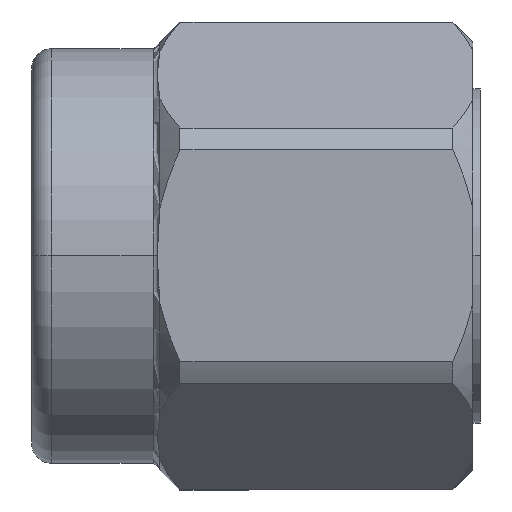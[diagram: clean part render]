
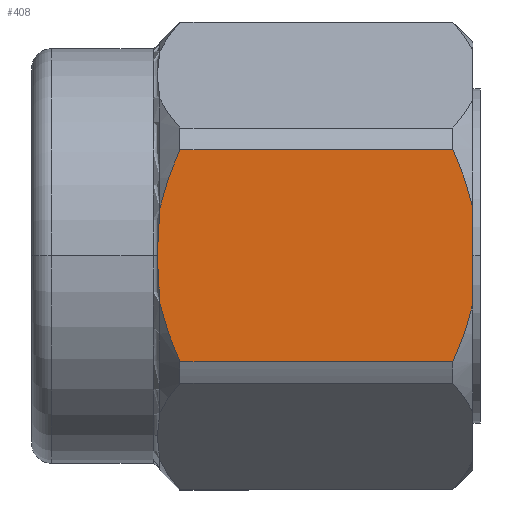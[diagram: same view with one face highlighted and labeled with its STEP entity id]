
A CAD part, top view. The second image highlights one B-rep face of the part: STEP entity #408.
In plain terms, the highlighted planar face has unit normal (0, 0, 1).
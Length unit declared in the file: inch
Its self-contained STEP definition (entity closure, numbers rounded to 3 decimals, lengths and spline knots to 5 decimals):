
#21 = VERTEX_POINT ( 'NONE', #1129 ) ;
#58 = CARTESIAN_POINT ( 'NONE',  ( -0.05687, -0.0793, 0.156 ) ) ;
#115 = CARTESIAN_POINT ( 'NONE',  ( -0.07386, 0., 0.156 ) ) ;
#137 = CARTESIAN_POINT ( 'NONE',  ( -0.07336, -0.01185, 0.156 ) ) ;
#163 = DIRECTION ( 'NONE',  ( 1., 0., 0. ) ) ;
#225 = CARTESIAN_POINT ( 'NONE',  ( -0.07311, 0.01481, 0.156 ) ) ;
#255 = EDGE_LOOP ( 'NONE', ( #3795, #3814, #560, #2422, #3615, #2911, #1740, #1620, #3721 ) ) ;
#256 = CARTESIAN_POINT ( 'NONE',  ( 0.15359, 0.06535, 0.156 ) ) ;
#262 = VERTEX_POINT ( 'NONE', #2377 ) ;
#318 = CARTESIAN_POINT ( 'NONE',  ( -0.07187, -0.03554, 0.156 ) ) ;
#376 = CARTESIAN_POINT ( 'NONE',  ( -0.0633, 0.06509, 0.156 ) ) ;
#387 = CARTESIAN_POINT ( 'NONE',  ( -0.07187, -0.03554, 0.156 ) ) ;
#408 = ADVANCED_FACE ( 'NONE', ( #4050 ), #454, .T. ) ;
#426 = DIRECTION ( 'NONE',  ( -1., 0., 0. ) ) ;
#430 = CARTESIAN_POINT ( 'NONE',  ( -0.07386, -0.00594, 0.156 ) ) ;
#445 = CARTESIAN_POINT ( 'NONE',  ( -0.16787, 0.0793, 0.156 ) ) ;
#454 = PLANE ( 'NONE',  #1077 ) ;
#481 = B_SPLINE_CURVE_WITH_KNOTS ( 'NONE', 3,
 ( #946, #3176, #4180, #2203 ),
 .UNSPECIFIED., .F., .F.,
 ( 4, 4 ),
 ( 0., 0.00116 ),
 .UNSPECIFIED. ) ;
#511 = CARTESIAN_POINT ( 'NONE',  ( -0.07386, 0., 0.156 ) ) ;
#560 = ORIENTED_EDGE ( 'NONE', *, *, #891, .T. ) ;
#753 = EDGE_CURVE ( 'NONE', #2110, #1196, #1832, .T. ) ;
#793 = CARTESIAN_POINT ( 'NONE',  ( -0.07187, -0.0296, 0.156 ) ) ;
#797 = CARTESIAN_POINT ( 'NONE',  ( 0.14727, 0.0793, 0.156 ) ) ;
#836 = CARTESIAN_POINT ( 'NONE',  ( -0.07372, 0.00593, 0.156 ) ) ;
#846 = B_SPLINE_CURVE_WITH_KNOTS ( 'NONE', 3,
 ( #3770, #3138, #2766, #225, #2453, #3746, #836, #2133, #3431, #511 ),
 .UNSPECIFIED., .F., .F.,
 ( 4, 2, 2, 2, 4 ),
 ( 0.0047, 0.00513, 0.00535, 0.00546, 0.00557 ),
 .UNSPECIFIED. ) ;
#891 = EDGE_CURVE ( 'NONE', #262, #2746, #2233, .T. ) ;
#946 = CARTESIAN_POINT ( 'NONE',  ( 0.14727, -0.0793, 0.156 ) ) ;
#1077 = AXIS2_PLACEMENT_3D ( 'NONE', #2804, #1198, #1857 ) ;
#1095 = CARTESIAN_POINT ( 'NONE',  ( -0.06855, -0.05046, 0.156 ) ) ;
#1129 = CARTESIAN_POINT ( 'NONE',  ( -0.05687, 0.0793, 0.156 ) ) ;
#1162 = B_SPLINE_CURVE_WITH_KNOTS ( 'NONE', 3,
 ( #115, #430, #137, #2990, #793, #1378 ),
 .UNSPECIFIED., .F., .F.,
 ( 4, 2, 4 ),
 ( 0., 0.00045, 0.0009 ),
 .UNSPECIFIED. ) ;
#1196 = VERTEX_POINT ( 'NONE', #2981 ) ;
#1198 = DIRECTION ( 'NONE',  ( 0., 0., 1. ) ) ;
#1211 = B_SPLINE_CURVE_WITH_KNOTS ( 'NONE', 3,
 ( #1344, #376, #1662, #2940 ),
 .UNSPECIFIED., .F., .F.,
 ( 4, 4 ),
 ( 0., 0.00117 ),
 .UNSPECIFIED. ) ;
#1344 = CARTESIAN_POINT ( 'NONE',  ( -0.05687, 0.0793, 0.156 ) ) ;
#1378 = CARTESIAN_POINT ( 'NONE',  ( -0.07187, -0.03554, 0.156 ) ) ;
#1620 = ORIENTED_EDGE ( 'NONE', *, *, #1739, .T. ) ;
#1644 = EDGE_CURVE ( 'NONE', #2746, #21, #2046, .T. ) ;
#1662 = CARTESIAN_POINT ( 'NONE',  ( -0.06853, 0.05056, 0.156 ) ) ;
#1680 = VECTOR ( 'NONE', #2395, 39.37008 ) ;
#1739 = EDGE_CURVE ( 'NONE', #2783, #2110, #3747, .T. ) ;
#1740 = ORIENTED_EDGE ( 'NONE', *, *, #2962, .T. ) ;
#1832 = LINE ( 'NONE', #1856, #3188 ) ;
#1848 = CARTESIAN_POINT ( 'NONE',  ( -0.07187, 0.03554, 0.156 ) ) ;
#1856 = CARTESIAN_POINT ( 'NONE',  ( -0.16787, -0.0793, 0.156 ) ) ;
#1857 = DIRECTION ( 'NONE',  ( 1., 0., 0. ) ) ;
#1867 = VERTEX_POINT ( 'NONE', #1848 ) ;
#2003 = EDGE_CURVE ( 'NONE', #262, #3902, #2731, .T. ) ;
#2046 = LINE ( 'NONE', #445, #3035 ) ;
#2110 = VERTEX_POINT ( 'NONE', #58 ) ;
#2133 = CARTESIAN_POINT ( 'NONE',  ( -0.07383, 0.00297, 0.156 ) ) ;
#2203 = CARTESIAN_POINT ( 'NONE',  ( 0.16213, -0.03613, 0.156 ) ) ;
#2233 = B_SPLINE_CURVE_WITH_KNOTS ( 'NONE', 3,
 ( #2462, #2508, #256, #797 ),
 .UNSPECIFIED., .F., .F.,
 ( 4, 4 ),
 ( 0.003, 0.00415 ),
 .UNSPECIFIED. ) ;
#2377 = CARTESIAN_POINT ( 'NONE',  ( 0.16213, 0.03613, 0.156 ) ) ;
#2395 = DIRECTION ( 'NONE',  ( 0., -1., 0. ) ) ;
#2422 = ORIENTED_EDGE ( 'NONE', *, *, #1644, .T. ) ;
#2453 = CARTESIAN_POINT ( 'NONE',  ( -0.07336, 0.01185, 0.156 ) ) ;
#2462 = CARTESIAN_POINT ( 'NONE',  ( 0.16213, 0.03613, 0.156 ) ) ;
#2508 = CARTESIAN_POINT ( 'NONE',  ( 0.15881, 0.05085, 0.156 ) ) ;
#2731 = LINE ( 'NONE', #3650, #1680 ) ;
#2746 = VERTEX_POINT ( 'NONE', #3904 ) ;
#2766 = CARTESIAN_POINT ( 'NONE',  ( -0.07236, 0.02368, 0.156 ) ) ;
#2783 = VERTEX_POINT ( 'NONE', #318 ) ;
#2804 = CARTESIAN_POINT ( 'NONE',  ( -0.16787, 0.09007, 0.156 ) ) ;
#2911 = ORIENTED_EDGE ( 'NONE', *, *, #3518, .T. ) ;
#2940 = CARTESIAN_POINT ( 'NONE',  ( -0.07187, 0.03554, 0.156 ) ) ;
#2962 = EDGE_CURVE ( 'NONE', #3569, #2783, #1162, .T. ) ;
#2981 = CARTESIAN_POINT ( 'NONE',  ( 0.14727, -0.0793, 0.156 ) ) ;
#2990 = CARTESIAN_POINT ( 'NONE',  ( -0.07236, -0.02368, 0.156 ) ) ;
#3035 = VECTOR ( 'NONE', #426, 39.37008 ) ;
#3107 = CARTESIAN_POINT ( 'NONE',  ( 0.16213, -0.03613, 0.156 ) ) ;
#3138 = CARTESIAN_POINT ( 'NONE',  ( -0.07187, 0.0296, 0.156 ) ) ;
#3176 = CARTESIAN_POINT ( 'NONE',  ( 0.15362, -0.06528, 0.156 ) ) ;
#3188 = VECTOR ( 'NONE', #163, 39.37008 ) ;
#3306 = CARTESIAN_POINT ( 'NONE',  ( -0.06327, -0.06516, 0.156 ) ) ;
#3431 = CARTESIAN_POINT ( 'NONE',  ( -0.07386, 0.00143, 0.156 ) ) ;
#3518 = EDGE_CURVE ( 'NONE', #1867, #3569, #846, .T. ) ;
#3569 = VERTEX_POINT ( 'NONE', #4173 ) ;
#3615 = ORIENTED_EDGE ( 'NONE', *, *, #4111, .T. ) ;
#3650 = CARTESIAN_POINT ( 'NONE',  ( 0.16213, 0.09007, 0.156 ) ) ;
#3702 = CARTESIAN_POINT ( 'NONE',  ( -0.05687, -0.0793, 0.156 ) ) ;
#3721 = ORIENTED_EDGE ( 'NONE', *, *, #753, .T. ) ;
#3746 = CARTESIAN_POINT ( 'NONE',  ( -0.07365, 0.00741, 0.156 ) ) ;
#3747 = B_SPLINE_CURVE_WITH_KNOTS ( 'NONE', 3,
 ( #387, #1095, #3306, #3702 ),
 .UNSPECIFIED., .F., .F.,
 ( 4, 4 ),
 ( 0.00298, 0.00415 ),
 .UNSPECIFIED. ) ;
#3770 = CARTESIAN_POINT ( 'NONE',  ( -0.07187, 0.03554, 0.156 ) ) ;
#3795 = ORIENTED_EDGE ( 'NONE', *, *, #3949, .T. ) ;
#3814 = ORIENTED_EDGE ( 'NONE', *, *, #2003, .F. ) ;
#3902 = VERTEX_POINT ( 'NONE', #3107 ) ;
#3904 = CARTESIAN_POINT ( 'NONE',  ( 0.14727, 0.0793, 0.156 ) ) ;
#3949 = EDGE_CURVE ( 'NONE', #1196, #3902, #481, .T. ) ;
#4050 = FACE_OUTER_BOUND ( 'NONE', #255, .T. ) ;
#4111 = EDGE_CURVE ( 'NONE', #21, #1867, #1211, .T. ) ;
#4173 = CARTESIAN_POINT ( 'NONE',  ( -0.07386, 0., 0.156 ) ) ;
#4180 = CARTESIAN_POINT ( 'NONE',  ( 0.15879, -0.05095, 0.156 ) ) ;
